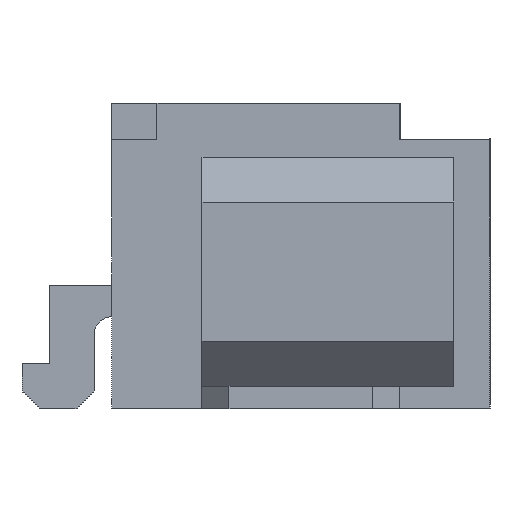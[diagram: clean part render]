
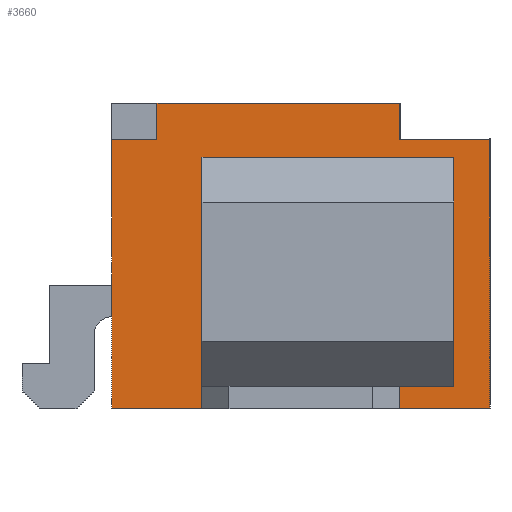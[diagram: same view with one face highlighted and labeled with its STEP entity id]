
A CAD part, left-side view. The second image highlights one B-rep face of the part: STEP entity #3660.
In plain terms, the highlighted planar face has unit normal (-1, 0, 0).
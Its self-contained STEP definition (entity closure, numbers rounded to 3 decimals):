
#787 = VERTEX_POINT('',#788);
#788 = CARTESIAN_POINT('',(-9.,-2.6,0.));
#794 = EDGE_CURVE('',#787,#795,#797,.T.);
#795 = VERTEX_POINT('',#796);
#796 = CARTESIAN_POINT('',(-9.,-2.6,3.));
#797 = LINE('',#798,#799);
#798 = CARTESIAN_POINT('',(-9.,-2.6,0.));
#799 = VECTOR('',#800,1.);
#800 = DIRECTION('',(0.,0.,1.));
#1518 = VERTEX_POINT('',#1519);
#1519 = CARTESIAN_POINT('',(-9.,1.6,3.));
#1525 = EDGE_CURVE('',#1526,#1518,#1528,.T.);
#1526 = VERTEX_POINT('',#1527);
#1527 = CARTESIAN_POINT('',(-9.,1.6,0.));
#1528 = LINE('',#1529,#1530);
#1529 = CARTESIAN_POINT('',(-9.,1.6,0.));
#1530 = VECTOR('',#1531,1.);
#1531 = DIRECTION('',(0.,0.,1.));
#2598 = VERTEX_POINT('',#2599);
#2599 = CARTESIAN_POINT('',(-9.,1.1,3.4));
#2605 = EDGE_CURVE('',#2598,#2606,#2608,.T.);
#2606 = VERTEX_POINT('',#2607);
#2607 = CARTESIAN_POINT('',(-9.,-1.6,3.4));
#2608 = LINE('',#2609,#2610);
#2609 = CARTESIAN_POINT('',(-9.,1.6,3.4));
#2610 = VECTOR('',#2611,1.);
#2611 = DIRECTION('',(0.,-1.,0.));
#3605 = EDGE_CURVE('',#1526,#787,#3606,.T.);
#3606 = LINE('',#3607,#3608);
#3607 = CARTESIAN_POINT('',(-9.,1.6,0.));
#3608 = VECTOR('',#3609,1.);
#3609 = DIRECTION('',(0.,-1.,0.));
#3640 = EDGE_CURVE('',#795,#3641,#3643,.T.);
#3641 = VERTEX_POINT('',#3642);
#3642 = CARTESIAN_POINT('',(-9.,-1.6,3.));
#3643 = LINE('',#3644,#3645);
#3644 = CARTESIAN_POINT('',(-9.,-2.6,3.));
#3645 = VECTOR('',#3646,1.);
#3646 = DIRECTION('',(0.,1.,0.));
#3660 = ADVANCED_FACE('',(#3661,#3688),#3770,.F.);
#3661 = FACE_BOUND('',#3662,.F.);
#3662 = EDGE_LOOP('',(#3663,#3664,#3665,#3673,#3679,#3680,#3686,#3687));
#3663 = ORIENTED_EDGE('',*,*,#3605,.F.);
#3664 = ORIENTED_EDGE('',*,*,#1525,.T.);
#3665 = ORIENTED_EDGE('',*,*,#3666,.T.);
#3666 = EDGE_CURVE('',#1518,#3667,#3669,.T.);
#3667 = VERTEX_POINT('',#3668);
#3668 = CARTESIAN_POINT('',(-9.,1.1,3.));
#3669 = LINE('',#3670,#3671);
#3670 = CARTESIAN_POINT('',(-9.,1.6,3.));
#3671 = VECTOR('',#3672,1.);
#3672 = DIRECTION('',(0.,-1.,0.));
#3673 = ORIENTED_EDGE('',*,*,#3674,.F.);
#3674 = EDGE_CURVE('',#2598,#3667,#3675,.T.);
#3675 = LINE('',#3676,#3677);
#3676 = CARTESIAN_POINT('',(-9.,1.1,3.4));
#3677 = VECTOR('',#3678,1.);
#3678 = DIRECTION('',(-0.,-0.,-1.));
#3679 = ORIENTED_EDGE('',*,*,#2605,.T.);
#3680 = ORIENTED_EDGE('',*,*,#3681,.T.);
#3681 = EDGE_CURVE('',#2606,#3641,#3682,.T.);
#3682 = LINE('',#3683,#3684);
#3683 = CARTESIAN_POINT('',(-9.,-1.6,3.4));
#3684 = VECTOR('',#3685,1.);
#3685 = DIRECTION('',(0.,0.,-1.));
#3686 = ORIENTED_EDGE('',*,*,#3640,.F.);
#3687 = ORIENTED_EDGE('',*,*,#794,.F.);
#3688 = FACE_BOUND('',#3689,.F.);
#3689 = EDGE_LOOP('',(#3690,#3700,#3708,#3716,#3724,#3732,#3740,#3748,
#3756,#3764));
#3690 = ORIENTED_EDGE('',*,*,#3691,.F.);
#3691 = EDGE_CURVE('',#3692,#3694,#3696,.T.);
#3692 = VERTEX_POINT('',#3693);
#3693 = CARTESIAN_POINT('',(-9.,0.6,2.8));
#3694 = VERTEX_POINT('',#3695);
#3695 = CARTESIAN_POINT('',(-9.,-2.2,2.8));
#3696 = LINE('',#3697,#3698);
#3697 = CARTESIAN_POINT('',(-9.,0.6,2.8));
#3698 = VECTOR('',#3699,1.);
#3699 = DIRECTION('',(0.,-1.,0.));
#3700 = ORIENTED_EDGE('',*,*,#3701,.T.);
#3701 = EDGE_CURVE('',#3692,#3702,#3704,.T.);
#3702 = VERTEX_POINT('',#3703);
#3703 = CARTESIAN_POINT('',(-9.,0.6,1.6));
#3704 = LINE('',#3705,#3706);
#3705 = CARTESIAN_POINT('',(-9.,0.6,2.8));
#3706 = VECTOR('',#3707,1.);
#3707 = DIRECTION('',(0.,0.,-1.));
#3708 = ORIENTED_EDGE('',*,*,#3709,.T.);
#3709 = EDGE_CURVE('',#3702,#3710,#3712,.T.);
#3710 = VERTEX_POINT('',#3711);
#3711 = CARTESIAN_POINT('',(-9.,-1.6,1.6));
#3712 = LINE('',#3713,#3714);
#3713 = CARTESIAN_POINT('',(-9.,0.6,1.6));
#3714 = VECTOR('',#3715,1.);
#3715 = DIRECTION('',(0.,-1.,0.));
#3716 = ORIENTED_EDGE('',*,*,#3717,.T.);
#3717 = EDGE_CURVE('',#3710,#3718,#3720,.T.);
#3718 = VERTEX_POINT('',#3719);
#3719 = CARTESIAN_POINT('',(-9.,-1.6,1.25));
#3720 = LINE('',#3721,#3722);
#3721 = CARTESIAN_POINT('',(-9.,-1.6,1.6));
#3722 = VECTOR('',#3723,1.);
#3723 = DIRECTION('',(0.,0.,-1.));
#3724 = ORIENTED_EDGE('',*,*,#3725,.F.);
#3725 = EDGE_CURVE('',#3726,#3718,#3728,.T.);
#3726 = VERTEX_POINT('',#3727);
#3727 = CARTESIAN_POINT('',(-9.,0.6,1.25));
#3728 = LINE('',#3729,#3730);
#3729 = CARTESIAN_POINT('',(-9.,0.6,1.25));
#3730 = VECTOR('',#3731,1.);
#3731 = DIRECTION('',(0.,-1.,0.));
#3732 = ORIENTED_EDGE('',*,*,#3733,.T.);
#3733 = EDGE_CURVE('',#3726,#3734,#3736,.T.);
#3734 = VERTEX_POINT('',#3735);
#3735 = CARTESIAN_POINT('',(-9.,0.6,0.35));
#3736 = LINE('',#3737,#3738);
#3737 = CARTESIAN_POINT('',(-9.,0.6,1.25));
#3738 = VECTOR('',#3739,1.);
#3739 = DIRECTION('',(0.,0.,-1.));
#3740 = ORIENTED_EDGE('',*,*,#3741,.T.);
#3741 = EDGE_CURVE('',#3734,#3742,#3744,.T.);
#3742 = VERTEX_POINT('',#3743);
#3743 = CARTESIAN_POINT('',(-9.,-1.6,0.35));
#3744 = LINE('',#3745,#3746);
#3745 = CARTESIAN_POINT('',(-9.,0.6,0.35));
#3746 = VECTOR('',#3747,1.);
#3747 = DIRECTION('',(0.,-1.,0.));
#3748 = ORIENTED_EDGE('',*,*,#3749,.T.);
#3749 = EDGE_CURVE('',#3742,#3750,#3752,.T.);
#3750 = VERTEX_POINT('',#3751);
#3751 = CARTESIAN_POINT('',(-9.,-1.6,0.25));
#3752 = LINE('',#3753,#3754);
#3753 = CARTESIAN_POINT('',(-9.,-1.6,1.6));
#3754 = VECTOR('',#3755,1.);
#3755 = DIRECTION('',(0.,0.,-1.));
#3756 = ORIENTED_EDGE('',*,*,#3757,.T.);
#3757 = EDGE_CURVE('',#3750,#3758,#3760,.T.);
#3758 = VERTEX_POINT('',#3759);
#3759 = CARTESIAN_POINT('',(-9.,-2.2,0.25));
#3760 = LINE('',#3761,#3762);
#3761 = CARTESIAN_POINT('',(-9.,0.6,0.25));
#3762 = VECTOR('',#3763,1.);
#3763 = DIRECTION('',(0.,-1.,0.));
#3764 = ORIENTED_EDGE('',*,*,#3765,.F.);
#3765 = EDGE_CURVE('',#3694,#3758,#3766,.T.);
#3766 = LINE('',#3767,#3768);
#3767 = CARTESIAN_POINT('',(-9.,-2.2,2.8));
#3768 = VECTOR('',#3769,1.);
#3769 = DIRECTION('',(0.,0.,-1.));
#3770 = PLANE('',#3771);
#3771 = AXIS2_PLACEMENT_3D('',#3772,#3773,#3774);
#3772 = CARTESIAN_POINT('',(-9.,1.6,0.));
#3773 = DIRECTION('',(1.,0.,0.));
#3774 = DIRECTION('',(0.,-1.,0.));
